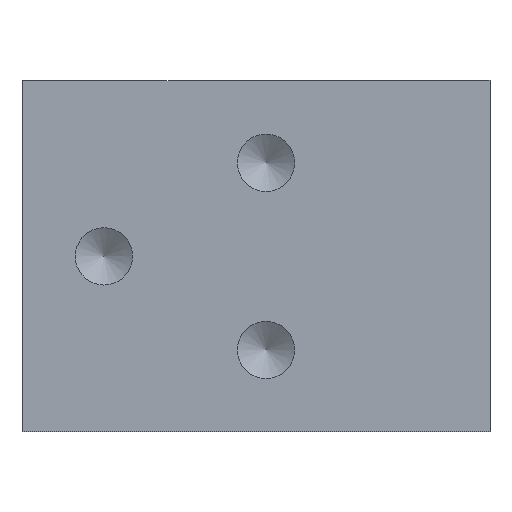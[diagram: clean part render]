
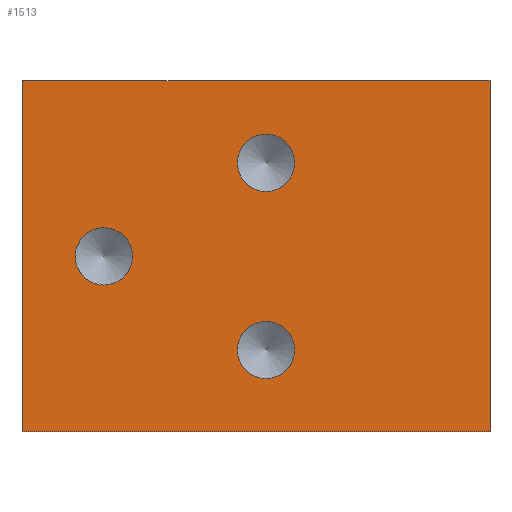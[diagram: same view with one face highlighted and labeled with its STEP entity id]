
A CAD part, front view. The second image highlights one B-rep face of the part: STEP entity #1513.
In plain terms, the highlighted planar face has unit normal (0, -1, 0).
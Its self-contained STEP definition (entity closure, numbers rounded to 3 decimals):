
#44=CIRCLE('',#1547,2.45);
#46=CIRCLE('',#1551,2.45);
#48=CIRCLE('',#1555,2.45);
#92=FACE_BOUND('',#267,.T.);
#93=FACE_BOUND('',#268,.T.);
#94=FACE_BOUND('',#269,.T.);
#172=FACE_OUTER_BOUND('',#266,.T.);
#266=EDGE_LOOP('',(#1368,#1369,#1370,#1371));
#267=EDGE_LOOP('',(#1372));
#268=EDGE_LOOP('',(#1373));
#269=EDGE_LOOP('',(#1374));
#416=LINE('',#2434,#585);
#433=LINE('',#2472,#602);
#435=LINE('',#2476,#604);
#437=LINE('',#2479,#606);
#585=VECTOR('',#1989,10.);
#602=VECTOR('',#2030,10.);
#604=VECTOR('',#2034,10.);
#606=VECTOR('',#2038,10.);
#642=VERTEX_POINT('',#2129);
#645=VERTEX_POINT('',#2138);
#648=VERTEX_POINT('',#2147);
#733=VERTEX_POINT('',#2431);
#734=VERTEX_POINT('',#2433);
#743=VERTEX_POINT('',#2471);
#744=VERTEX_POINT('',#2475);
#785=EDGE_CURVE('',#642,#642,#44,.T.);
#789=EDGE_CURVE('',#645,#645,#46,.T.);
#793=EDGE_CURVE('',#648,#648,#48,.T.);
#929=EDGE_CURVE('',#734,#733,#416,.T.);
#949=EDGE_CURVE('',#743,#734,#433,.T.);
#951=EDGE_CURVE('',#744,#743,#435,.T.);
#953=EDGE_CURVE('',#733,#744,#437,.T.);
#1368=ORIENTED_EDGE('',*,*,#929,.T.);
#1369=ORIENTED_EDGE('',*,*,#953,.T.);
#1370=ORIENTED_EDGE('',*,*,#951,.T.);
#1371=ORIENTED_EDGE('',*,*,#949,.T.);
#1372=ORIENTED_EDGE('',*,*,#785,.F.);
#1373=ORIENTED_EDGE('',*,*,#789,.F.);
#1374=ORIENTED_EDGE('',*,*,#793,.F.);
#1435=PLANE('',#1646);
#1513=ADVANCED_FACE('',(#172,#92,#93,#94),#1435,.T.);
#1547=AXIS2_PLACEMENT_3D('',#2130,#1712,#1713);
#1551=AXIS2_PLACEMENT_3D('',#2139,#1722,#1723);
#1555=AXIS2_PLACEMENT_3D('',#2148,#1732,#1733);
#1646=AXIS2_PLACEMENT_3D('',#2482,#2042,#2043);
#1712=DIRECTION('center_axis',(0.,-1.,0.));
#1713=DIRECTION('ref_axis',(1.,0.,0.));
#1722=DIRECTION('center_axis',(0.,-1.,0.));
#1723=DIRECTION('ref_axis',(1.,0.,0.));
#1732=DIRECTION('center_axis',(0.,-1.,0.));
#1733=DIRECTION('ref_axis',(1.,0.,0.));
#1989=DIRECTION('',(0.,0.,-1.));
#2030=DIRECTION('',(-1.,0.,0.));
#2034=DIRECTION('',(0.,0.,1.));
#2038=DIRECTION('',(1.,0.,0.));
#2042=DIRECTION('center_axis',(0.,-1.,0.));
#2043=DIRECTION('ref_axis',(0.,0.,-1.));
#2129=CARTESIAN_POINT('',(-1.594,0.,8.));
#2130=CARTESIAN_POINT('Origin',(0.856,0.,8.));
#2138=CARTESIAN_POINT('',(-15.45,0.,0.));
#2139=CARTESIAN_POINT('Origin',(-13.,0.,0.));
#2147=CARTESIAN_POINT('',(-1.594,0.,-8.));
#2148=CARTESIAN_POINT('Origin',(0.856,0.,-8.));
#2431=CARTESIAN_POINT('',(-20.,0.,-15.));
#2433=CARTESIAN_POINT('',(-20.,0.,15.));
#2434=CARTESIAN_POINT('',(-20.,0.,15.));
#2471=CARTESIAN_POINT('',(20.,0.,15.));
#2472=CARTESIAN_POINT('',(20.,0.,15.));
#2475=CARTESIAN_POINT('',(20.,0.,-15.));
#2476=CARTESIAN_POINT('',(20.,0.,-15.));
#2479=CARTESIAN_POINT('',(-20.,0.,-15.));
#2482=CARTESIAN_POINT('Origin',(0.,0.,0.));
